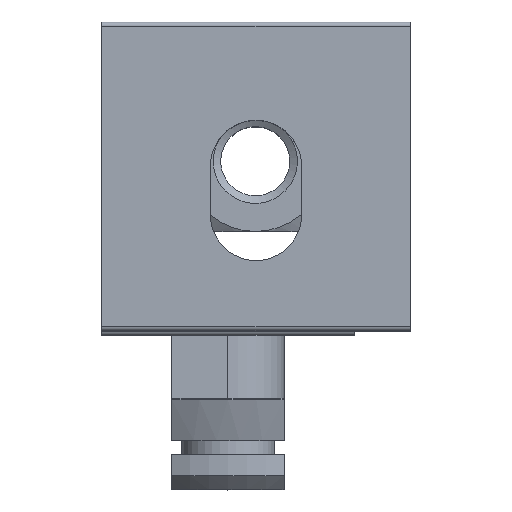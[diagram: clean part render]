
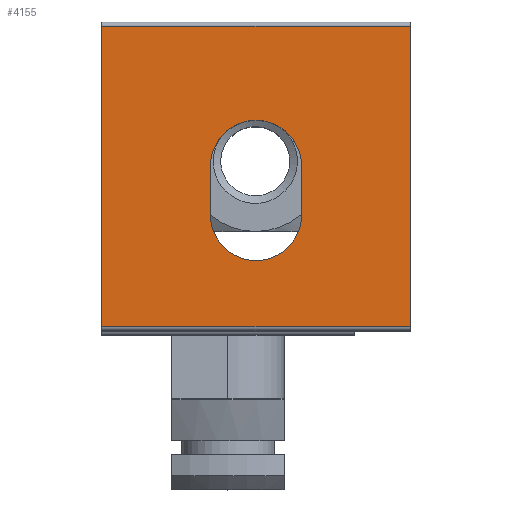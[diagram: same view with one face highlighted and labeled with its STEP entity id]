
A CAD part, top view. The second image highlights one B-rep face of the part: STEP entity #4155.
In plain terms, the highlighted face is planar.
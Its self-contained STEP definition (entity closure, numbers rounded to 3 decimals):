
#201=CIRCLE('',#4483,3.25);
#205=CIRCLE('',#4489,3.25);
#308=FACE_BOUND('',#764,.T.);
#519=FACE_OUTER_BOUND('',#763,.T.);
#763=EDGE_LOOP('',(#3731,#3732,#3733,#3734));
#764=EDGE_LOOP('',(#3735,#3736,#3737,#3738));
#1157=LINE('',#6822,#1592);
#1168=LINE('',#6856,#1603);
#1192=LINE('',#6922,#1627);
#1193=LINE('',#6926,#1628);
#1194=LINE('',#6928,#1629);
#1195=LINE('',#6929,#1630);
#1592=VECTOR('',#5538,3.5);
#1603=VECTOR('',#5571,3.5);
#1627=VECTOR('',#5635,22.);
#1628=VECTOR('',#5640,21.4);
#1629=VECTOR('',#5641,22.);
#1630=VECTOR('',#5642,21.4);
#1988=VERTEX_POINT('',#6820);
#1989=VERTEX_POINT('',#6821);
#1996=VERTEX_POINT('',#6838);
#2000=VERTEX_POINT('',#6850);
#2022=VERTEX_POINT('',#6919);
#2023=VERTEX_POINT('',#6921);
#2024=VERTEX_POINT('',#6925);
#2025=VERTEX_POINT('',#6927);
#2551=EDGE_CURVE('',#1988,#1989,#1157,.T.);
#2559=EDGE_CURVE('',#1989,#1996,#201,.T.);
#2565=EDGE_CURVE('',#2000,#1988,#205,.T.);
#2568=EDGE_CURVE('',#1996,#2000,#1168,.T.);
#2601=EDGE_CURVE('',#2023,#2022,#1192,.T.);
#2603=EDGE_CURVE('',#2022,#2024,#1193,.T.);
#2604=EDGE_CURVE('',#2025,#2024,#1194,.T.);
#2605=EDGE_CURVE('',#2023,#2025,#1195,.T.);
#3731=ORIENTED_EDGE('',*,*,#2603,.T.);
#3732=ORIENTED_EDGE('',*,*,#2604,.F.);
#3733=ORIENTED_EDGE('',*,*,#2605,.F.);
#3734=ORIENTED_EDGE('',*,*,#2601,.T.);
#3735=ORIENTED_EDGE('',*,*,#2568,.T.);
#3736=ORIENTED_EDGE('',*,*,#2565,.T.);
#3737=ORIENTED_EDGE('',*,*,#2551,.T.);
#3738=ORIENTED_EDGE('',*,*,#2559,.T.);
#3939=PLANE('',#4513);
#4155=ADVANCED_FACE('',(#519,#308),#3939,.T.);
#4483=AXIS2_PLACEMENT_3D('',#6839,#5550,#5551);
#4489=AXIS2_PLACEMENT_3D('',#6851,#5564,#5565);
#4513=AXIS2_PLACEMENT_3D('',#6924,#5638,#5639);
#5538=DIRECTION('',(0.,1.,0.));
#5550=DIRECTION('center_axis',(-1.,0.,0.));
#5551=DIRECTION('ref_axis',(0.,0.,-1.));
#5564=DIRECTION('center_axis',(-1.,0.,0.));
#5565=DIRECTION('ref_axis',(0.,0.,-1.));
#5571=DIRECTION('',(0.,-1.,0.));
#5635=DIRECTION('',(0.,0.,1.));
#5638=DIRECTION('center_axis',(1.,0.,0.));
#5639=DIRECTION('ref_axis',(0.,0.,-1.));
#5640=DIRECTION('',(0.,-1.,0.));
#5641=DIRECTION('',(0.,0.,1.));
#5642=DIRECTION('',(0.,-1.,0.));
#6820=CARTESIAN_POINT('',(15.,-2.75,3.25));
#6821=CARTESIAN_POINT('',(15.,0.75,3.25));
#6822=CARTESIAN_POINT('',(15.,3.975,3.25));
#6838=CARTESIAN_POINT('',(15.,0.75,-3.25));
#6839=CARTESIAN_POINT('Origin',(15.,0.75,0.));
#6850=CARTESIAN_POINT('',(15.,-2.75,-3.25));
#6851=CARTESIAN_POINT('Origin',(15.,-2.75,0.));
#6856=CARTESIAN_POINT('',(15.,5.725,-3.25));
#6919=CARTESIAN_POINT('',(15.,10.7,11.));
#6921=CARTESIAN_POINT('',(15.,10.7,-11.));
#6922=CARTESIAN_POINT('',(15.,10.7,-11.));
#6924=CARTESIAN_POINT('Origin',(15.,10.7,-11.));
#6925=CARTESIAN_POINT('',(15.,-10.7,11.));
#6926=CARTESIAN_POINT('',(15.,10.7,11.));
#6927=CARTESIAN_POINT('',(15.,-10.7,-11.));
#6928=CARTESIAN_POINT('',(15.,-10.7,-11.));
#6929=CARTESIAN_POINT('',(15.,10.7,-11.));
